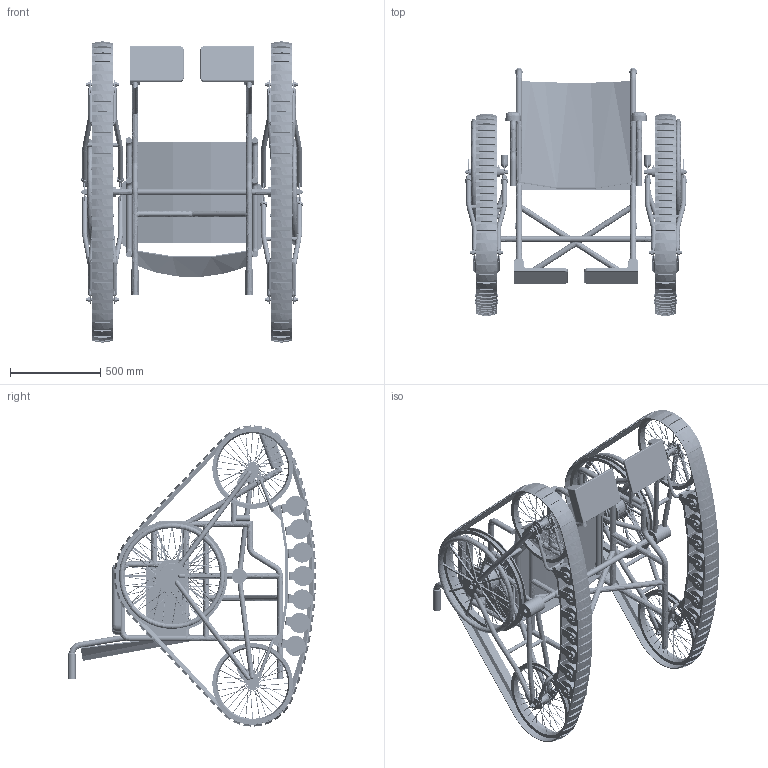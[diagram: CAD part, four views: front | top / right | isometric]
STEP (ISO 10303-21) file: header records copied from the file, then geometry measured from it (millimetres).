
FILE_DESCRIPTION(('FreeCAD Model'),'2;1');
FILE_NAME('Open CASCADE Shape Model','2025-04-29T15:08:39',('FreeCAD'),( 'FreeCAD'),'Open CASCADE STEP processor 7.6','FreeCAD','Unknown');
FILE_SCHEMA(('AUTOMOTIVE_DESIGN { 1 0 10303 214 1 1 1 1 }'));
Products named in the file (1): Open CASCADE STEP translator 7.6 1
Bounding box: 1231.1 x 1371.96 x 1665.67 mm (x, y, z)
Volume: 75944929 mm3; surface area: 13630887.7 mm2
Topology: 128 solids, 128 shells, 6802 faces, 17566 edges, 10654 vertices
Faces by surface type: bspline 6802
Entity records: 244966 total; most frequent: CARTESIAN_POINT 149265, ORIENTED_EDGE 35052, EDGE_CURVE 17526, VERTEX_POINT 10654, B_SPLINE_CURVE_WITH_KNOTS 8164, FACE_BOUND 7646, EDGE_LOOP 7646, ADVANCED_FACE 6802
